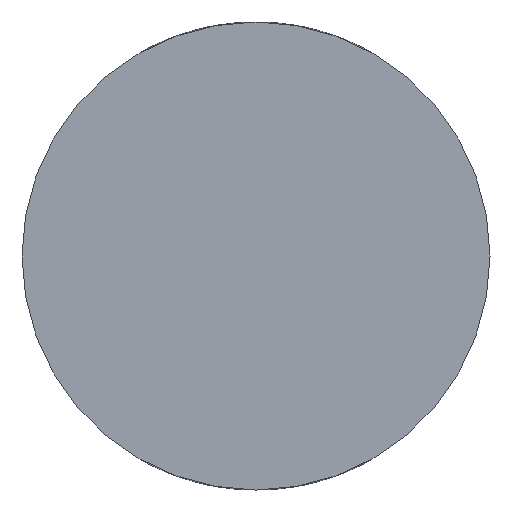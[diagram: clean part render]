
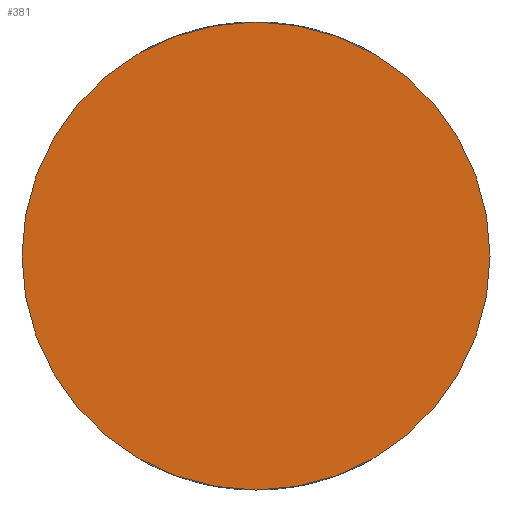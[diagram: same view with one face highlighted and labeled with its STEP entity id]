
A CAD part, front view. The second image highlights one B-rep face of the part: STEP entity #381.
In plain terms, the highlighted planar face has unit normal (0, -1, 0).
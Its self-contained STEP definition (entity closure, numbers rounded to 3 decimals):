
#350=CARTESIAN_POINT('',(32.5,0.0,0.0));
#351=VERTEX_POINT('',#350);
#352=CARTESIAN_POINT('',(0.0,0.0,0.0));
#353=DIRECTION('',(0.0,-1.0,0.0));
#354=DIRECTION('',(1.0,0.0,0.0));
#355=AXIS2_PLACEMENT_3D('',#352,#353,#354);
#356=CIRCLE('',#355,32.5);
#357=EDGE_CURVE('',#351,#351,#356,.T.);
#373=CARTESIAN_POINT('',(16.25,0.0,0.0));
#374=DIRECTION('',(0.0,-1.0,0.0));
#375=DIRECTION('',(0.0,0.0,-1.0));
#376=AXIS2_PLACEMENT_3D('',#373,#374,#375);
#377=PLANE('',#376);
#378=ORIENTED_EDGE('',*,*,#357,.T.);
#379=EDGE_LOOP('',(#378));
#380=FACE_OUTER_BOUND('',#379,.T.);
#381=ADVANCED_FACE('',(#380),#377,.T.);
